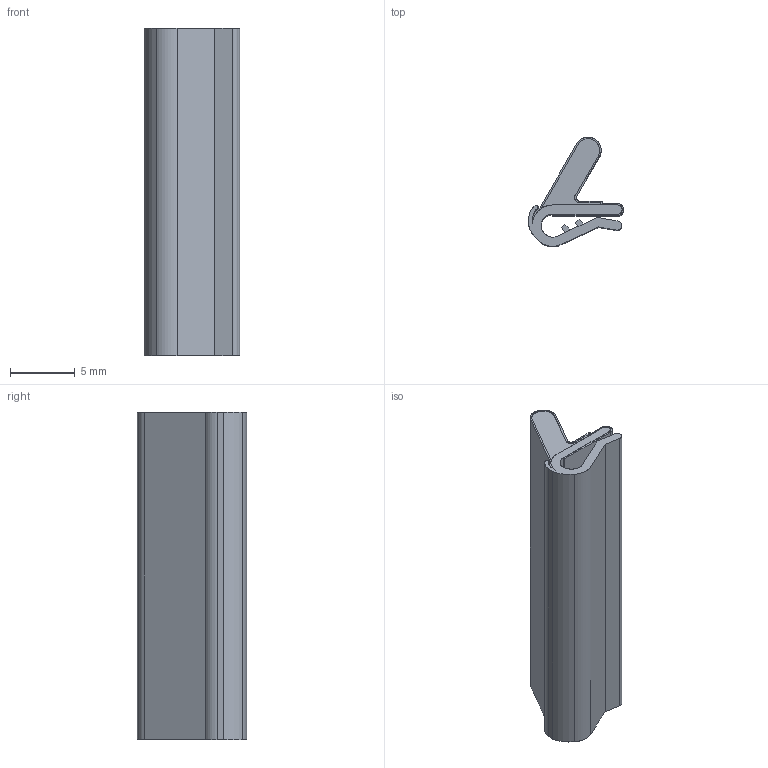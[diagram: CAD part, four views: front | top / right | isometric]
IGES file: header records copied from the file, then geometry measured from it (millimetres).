
Start section: SolidWorks IGES file using analytic representation for surfaces
Global section: file name: E56.IGS; native system: SolidWorks 2011; preprocessor: SolidWorks 2011; author: ldavid; date: 110909.145351; units: inch
Bounding box: 7.41 x 8.46 x 25.4 mm (x, y, z)
Surface area: 1863.6 mm2 (no closed solid volume)
Topology: 0 solids, 0 shells, 72 faces, 618 edges, 618 vertices
Faces by surface type: bspline 42, revolution 30
